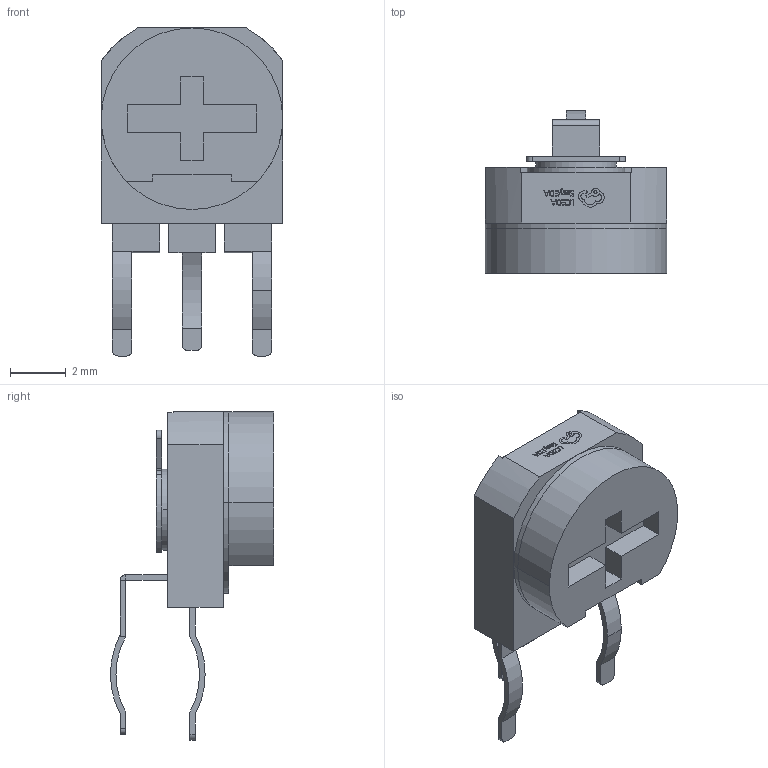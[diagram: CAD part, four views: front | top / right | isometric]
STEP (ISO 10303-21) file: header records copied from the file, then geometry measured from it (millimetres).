
FILE_DESCRIPTION (( 'STEP AP214' ), '1' );
FILE_NAME ('RES-ADJ-TH_RM063-103.step', '2022-07-28T08:46:51', ( '' ), ( '' ), 'SwSTEP 2.0', 'SolidWorks 2020', '' );
FILE_SCHEMA (( 'AUTOMOTIVE_DESIGN' ));
Length unit declared in the file: millimetre
Products named in the file (1): RES-ADJ-TH_RM063-103
Bounding box: 6.5 x 5.85 x 11.75 mm (x, y, z)
Volume: 139.3 mm3; surface area: 335.5 mm2
Topology: 3 solids, 3 shells, 356 faces, 946 edges, 621 vertices
Faces by surface type: plane 215, bspline 98, cylinder 39, torus 4
Entity records: 15451 total; most frequent: CARTESIAN_POINT 3230, ORIENTED_EDGE 1892, DIRECTION 1357, EDGE_CURVE 946, LINE 653, VECTOR 653, VERTEX_POINT 621, EDGE_LOOP 381
